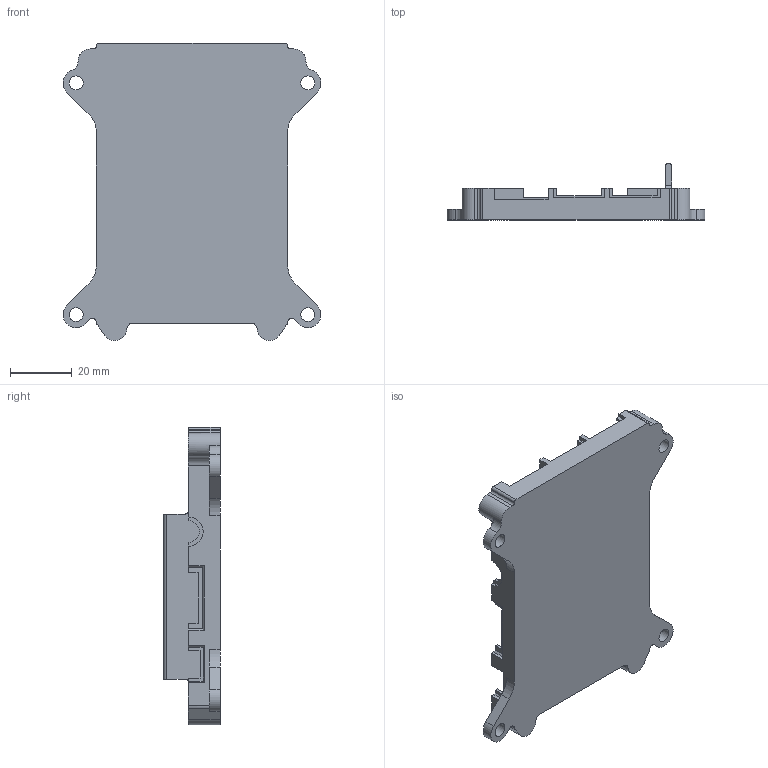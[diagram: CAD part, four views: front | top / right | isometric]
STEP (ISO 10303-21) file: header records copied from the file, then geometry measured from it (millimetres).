
FILE_DESCRIPTION(('FreeCAD Model'),'2;1');
FILE_NAME('Open CASCADE Shape Model','2021-06-05T19:45:23',(''),(''), 'Open CASCADE STEP processor 7.4','FreeCAD','Unknown');
FILE_SCHEMA(('AUTOMOTIVE_DESIGN { 1 0 10303 214 1 1 1 1 }'));
Length unit declared in the file: millimetre
Products named in the file (1): Defeatured009
Bounding box: 83.49 x 18.3 x 96.25 mm (x, y, z)
Volume: 19238.6 mm3; surface area: 19417.4 mm2
Topology: 1 solids, 1 shells, 178 faces, 488 edges, 324 vertices
Faces by surface type: plane 110, cylinder 64, cone 4
Full cylindrical faces by diameter (mm): 4.5 x4
Entity records: 12204 total; most frequent: CARTESIAN_POINT 2345, DIRECTION 1884, LINE 1174, VECTOR 1174, ORIENTED_EDGE 976, PCURVE 976, DEFINITIONAL_REPRESENTATION 976, EDGE_CURVE 488
